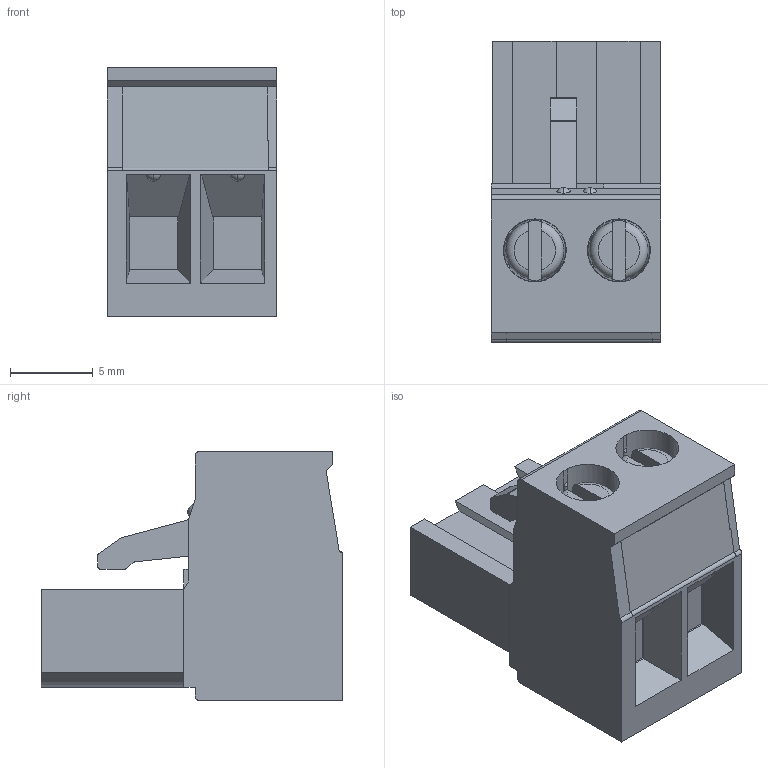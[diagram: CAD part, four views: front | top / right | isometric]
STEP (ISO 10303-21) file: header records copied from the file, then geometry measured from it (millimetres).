
FILE_DESCRIPTION(('STEP AP214'),'1');
FILE_NAME('20020007h021b01lf.stp','2015-11-01T17:05:09',('TraceParts'),('TraceParts S.A.'),'Spatial InterOp 3D',' ',' ');
FILE_SCHEMA(('automotive_design'));
Length unit declared in the file: millimetre
Products named in the file (1): 20020007-H02
Bounding box: 10.26 x 18.2 x 15.1 mm (x, y, z)
Volume: 1688.5 mm3; surface area: 1388.4 mm2
Topology: 1 solids, 1 shells, 187 faces, 541 edges, 350 vertices
Faces by surface type: plane 108, cylinder 45, cone 22, sphere 8, torus 4
Entity records: 8253 total; most frequent: CARTESIAN_POINT 3320, ORIENTED_EDGE 1066, DIRECTION 997, EDGE_CURVE 533, VERTEX_POINT 350, AXIS2_PLACEMENT_3D 338, LINE 321, VECTOR 321
